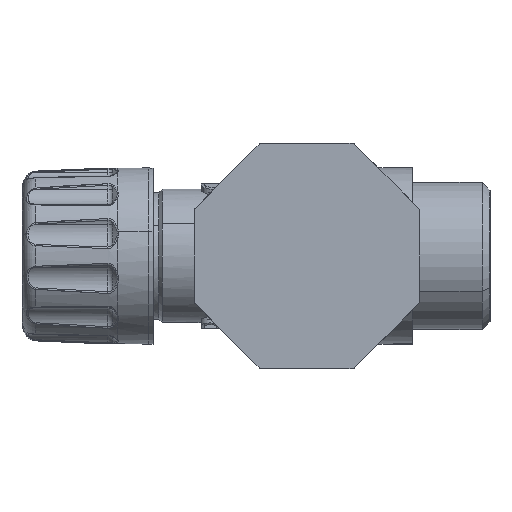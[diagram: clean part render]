
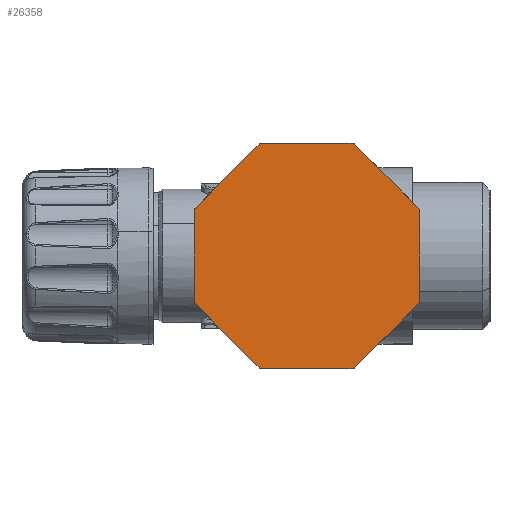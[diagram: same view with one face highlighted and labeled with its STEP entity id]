
A CAD part, left-side view. The second image highlights one B-rep face of the part: STEP entity #26358.
In plain terms, the highlighted planar face has unit normal (-1, 0, 0).
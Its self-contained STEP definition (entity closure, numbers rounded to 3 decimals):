
#20690=CARTESIAN_POINT('Vertex',(-29.,-6.774,15.854)) ;
#20706=CARTESIAN_POINT('Vertex',(-29.,-6.42,16.)) ;
#20709=CARTESIAN_POINT('Axis2P3D Location',(-29.,-6.42,15.5)) ;
#20730=CARTESIAN_POINT('Vertex',(-29.,6.774,-15.854)) ;
#20746=CARTESIAN_POINT('Vertex',(-29.,6.42,-16.)) ;
#20749=CARTESIAN_POINT('Axis2P3D Location',(-29.,6.42,-15.5)) ;
#20770=CARTESIAN_POINT('Vertex',(-29.,16.,-6.42)) ;
#20786=CARTESIAN_POINT('Vertex',(-29.,15.854,-6.774)) ;
#20789=CARTESIAN_POINT('Axis2P3D Location',(-29.,15.5,-6.42)) ;
#20812=CARTESIAN_POINT('Vertex',(-29.,6.42,16.)) ;
#20826=CARTESIAN_POINT('Vertex',(-29.,6.774,15.854)) ;
#20829=CARTESIAN_POINT('Axis2P3D Location',(-29.,6.42,15.5)) ;
#20850=CARTESIAN_POINT('Vertex',(-29.,15.854,6.774)) ;
#20866=CARTESIAN_POINT('Vertex',(-29.,16.,6.42)) ;
#20869=CARTESIAN_POINT('Axis2P3D Location',(-29.,15.5,6.42)) ;
#20890=CARTESIAN_POINT('Vertex',(-29.,-6.42,-16.)) ;
#20906=CARTESIAN_POINT('Vertex',(-29.,-6.774,-15.854)) ;
#20909=CARTESIAN_POINT('Axis2P3D Location',(-29.,-6.42,-15.5)) ;
#26187=CARTESIAN_POINT('Line Origine',(-29.,0.,16.)) ;
#26231=CARTESIAN_POINT('Vertex',(-29.,-15.854,6.774)) ;
#26253=CARTESIAN_POINT('Line Origine',(-29.,-11.314,11.314)) ;
#26274=CARTESIAN_POINT('Vertex',(-29.,-16.,6.42)) ;
#26284=CARTESIAN_POINT('Axis2P3D Location',(-29.,-15.5,6.42)) ;
#26296=CARTESIAN_POINT('Axis2P3D Location',(-29.,18.,0.)) ;
#26301=CARTESIAN_POINT('Line Origine',(-29.,11.314,11.314)) ;
#26306=CARTESIAN_POINT('Line Origine',(-29.,16.,0.)) ;
#26311=CARTESIAN_POINT('Line Origine',(-29.,11.314,-11.314)) ;
#26316=CARTESIAN_POINT('Line Origine',(-29.,0.,-16.)) ;
#26321=CARTESIAN_POINT('Line Origine',(-29.,-11.314,-11.314)) ;
#26325=CARTESIAN_POINT('Vertex',(-29.,-15.854,-6.774)) ;
#26328=CARTESIAN_POINT('Axis2P3D Location',(-29.,-15.5,-6.42)) ;
#26332=CARTESIAN_POINT('Vertex',(-29.,-16.,-6.42)) ;
#26335=CARTESIAN_POINT('Line Origine',(-29.,-16.,0.)) ;
#20710=DIRECTION('Axis2P3D Direction',(1.,0.,0.)) ;
#20750=DIRECTION('Axis2P3D Direction',(1.,0.,0.)) ;
#20790=DIRECTION('Axis2P3D Direction',(1.,0.,0.)) ;
#20830=DIRECTION('Axis2P3D Direction',(1.,0.,-0.)) ;
#20870=DIRECTION('Axis2P3D Direction',(1.,0.,-0.)) ;
#20910=DIRECTION('Axis2P3D Direction',(1.,0.,0.)) ;
#26188=DIRECTION('Vector Direction',(0.,-1.,0.)) ;
#26254=DIRECTION('Vector Direction',(0.,-0.707,-0.707)) ;
#26285=DIRECTION('Axis2P3D Direction',(1.,0.,0.)) ;
#26297=DIRECTION('Axis2P3D Direction',(1.,0.,0.)) ;
#26298=DIRECTION('Axis2P3D XDirection',(0.,1.,0.)) ;
#26302=DIRECTION('Vector Direction',(0.,-0.707,0.707)) ;
#26307=DIRECTION('Vector Direction',(0.,0.,1.)) ;
#26312=DIRECTION('Vector Direction',(0.,0.707,0.707)) ;
#26317=DIRECTION('Vector Direction',(0.,1.,0.)) ;
#26322=DIRECTION('Vector Direction',(0.,0.707,-0.707)) ;
#26329=DIRECTION('Axis2P3D Direction',(1.,0.,0.)) ;
#26336=DIRECTION('Vector Direction',(0.,0.,-1.)) ;
#20711=AXIS2_PLACEMENT_3D('Circle Axis2P3D',#20709,#20710,$) ;
#20751=AXIS2_PLACEMENT_3D('Circle Axis2P3D',#20749,#20750,$) ;
#20791=AXIS2_PLACEMENT_3D('Circle Axis2P3D',#20789,#20790,$) ;
#20831=AXIS2_PLACEMENT_3D('Circle Axis2P3D',#20829,#20830,$) ;
#20871=AXIS2_PLACEMENT_3D('Circle Axis2P3D',#20869,#20870,$) ;
#20911=AXIS2_PLACEMENT_3D('Circle Axis2P3D',#20909,#20910,$) ;
#26286=AXIS2_PLACEMENT_3D('Circle Axis2P3D',#26284,#26285,$) ;
#26299=AXIS2_PLACEMENT_3D('Plane Axis2P3D',#26296,#26297,#26298) ;
#26330=AXIS2_PLACEMENT_3D('Circle Axis2P3D',#26328,#26329,$) ;
#26341=ORIENTED_EDGE('',*,*,#26191,.F.) ;
#26342=ORIENTED_EDGE('',*,*,#20833,.T.) ;
#26343=ORIENTED_EDGE('',*,*,#26305,.F.) ;
#26344=ORIENTED_EDGE('',*,*,#20873,.T.) ;
#26345=ORIENTED_EDGE('',*,*,#26310,.F.) ;
#26346=ORIENTED_EDGE('',*,*,#20793,.T.) ;
#26347=ORIENTED_EDGE('',*,*,#26315,.F.) ;
#26348=ORIENTED_EDGE('',*,*,#20753,.T.) ;
#26349=ORIENTED_EDGE('',*,*,#26320,.F.) ;
#26350=ORIENTED_EDGE('',*,*,#20913,.T.) ;
#26351=ORIENTED_EDGE('',*,*,#26327,.F.) ;
#26352=ORIENTED_EDGE('',*,*,#26334,.T.) ;
#26353=ORIENTED_EDGE('',*,*,#26339,.F.) ;
#26354=ORIENTED_EDGE('',*,*,#26288,.T.) ;
#26355=ORIENTED_EDGE('',*,*,#26257,.F.) ;
#26356=ORIENTED_EDGE('',*,*,#20713,.T.) ;
#26189=VECTOR('Line Direction',#26188,1.) ;
#26255=VECTOR('Line Direction',#26254,1.) ;
#26303=VECTOR('Line Direction',#26302,1.) ;
#26308=VECTOR('Line Direction',#26307,1.) ;
#26313=VECTOR('Line Direction',#26312,1.) ;
#26318=VECTOR('Line Direction',#26317,1.) ;
#26323=VECTOR('Line Direction',#26322,1.) ;
#26337=VECTOR('Line Direction',#26336,1.) ;
#26358=ADVANCED_FACE('PartBody',(#26357),#26300,.F.) ;
#20712=CIRCLE('generated circle',#20711,0.5) ;
#20752=CIRCLE('generated circle',#20751,0.5) ;
#20792=CIRCLE('generated circle',#20791,0.5) ;
#20832=CIRCLE('generated circle',#20831,0.5) ;
#20872=CIRCLE('generated circle',#20871,0.5) ;
#20912=CIRCLE('generated circle',#20911,0.5) ;
#26287=CIRCLE('generated circle',#26286,0.5) ;
#26331=CIRCLE('generated circle',#26330,0.5) ;
#20713=EDGE_CURVE('',#20691,#20707,#20712,.F.) ;
#20753=EDGE_CURVE('',#20731,#20747,#20752,.F.) ;
#20793=EDGE_CURVE('',#20771,#20787,#20792,.F.) ;
#20833=EDGE_CURVE('',#20813,#20827,#20832,.F.) ;
#20873=EDGE_CURVE('',#20851,#20867,#20872,.F.) ;
#20913=EDGE_CURVE('',#20891,#20907,#20912,.F.) ;
#26191=EDGE_CURVE('',#20813,#20707,#26190,.T.) ;
#26257=EDGE_CURVE('',#20691,#26232,#26256,.T.) ;
#26288=EDGE_CURVE('',#26275,#26232,#26287,.F.) ;
#26305=EDGE_CURVE('',#20851,#20827,#26304,.T.) ;
#26310=EDGE_CURVE('',#20771,#20867,#26309,.T.) ;
#26315=EDGE_CURVE('',#20731,#20787,#26314,.T.) ;
#26320=EDGE_CURVE('',#20891,#20747,#26319,.T.) ;
#26327=EDGE_CURVE('',#26326,#20907,#26324,.T.) ;
#26334=EDGE_CURVE('',#26326,#26333,#26331,.F.) ;
#26339=EDGE_CURVE('',#26275,#26333,#26338,.T.) ;
#26340=EDGE_LOOP('',(#26341,#26342,#26343,#26344,#26345,#26346,#26347,#26348,#26349,#26350,#26351,#26352,#26353,#26354,#26355,#26356)) ;
#26357=FACE_OUTER_BOUND('',#26340,.T.) ;
#26190=LINE('Line',#26187,#26189) ;
#26256=LINE('Line',#26253,#26255) ;
#26304=LINE('Line',#26301,#26303) ;
#26309=LINE('Line',#26306,#26308) ;
#26314=LINE('Line',#26311,#26313) ;
#26319=LINE('Line',#26316,#26318) ;
#26324=LINE('Line',#26321,#26323) ;
#26338=LINE('Line',#26335,#26337) ;
#26300=PLANE('',#26299) ;
#20691=VERTEX_POINT('',#20690) ;
#20707=VERTEX_POINT('',#20706) ;
#20731=VERTEX_POINT('',#20730) ;
#20747=VERTEX_POINT('',#20746) ;
#20771=VERTEX_POINT('',#20770) ;
#20787=VERTEX_POINT('',#20786) ;
#20813=VERTEX_POINT('',#20812) ;
#20827=VERTEX_POINT('',#20826) ;
#20851=VERTEX_POINT('',#20850) ;
#20867=VERTEX_POINT('',#20866) ;
#20891=VERTEX_POINT('',#20890) ;
#20907=VERTEX_POINT('',#20906) ;
#26232=VERTEX_POINT('',#26231) ;
#26275=VERTEX_POINT('',#26274) ;
#26326=VERTEX_POINT('',#26325) ;
#26333=VERTEX_POINT('',#26332) ;
